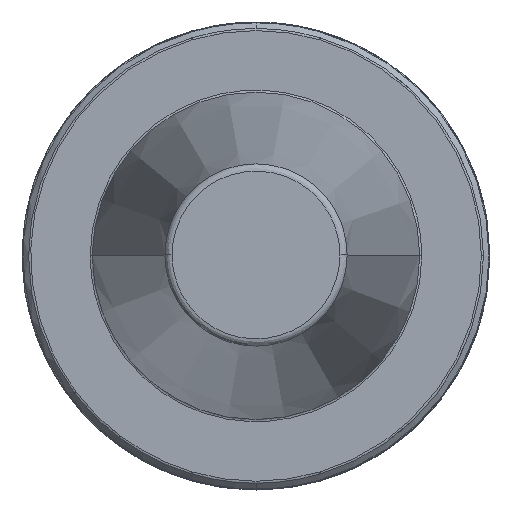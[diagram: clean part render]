
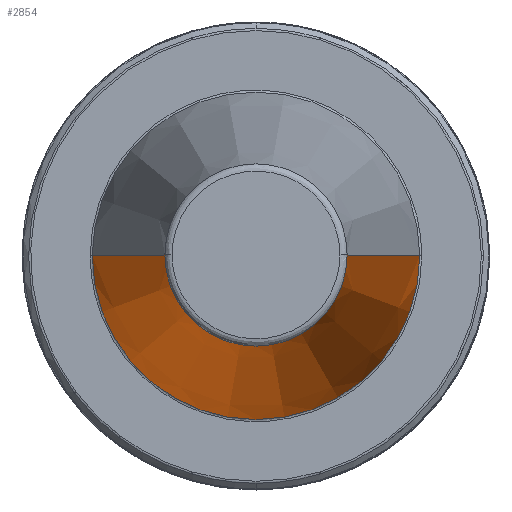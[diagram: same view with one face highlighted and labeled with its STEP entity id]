
A CAD part, top view. The second image highlights one B-rep face of the part: STEP entity #2854.
In plain terms, the highlighted conical face has half-angle 8.297 degrees and reference radius 22.225 mm.
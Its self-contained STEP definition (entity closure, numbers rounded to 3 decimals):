
#50 = DIRECTION ( 'NONE',  ( 0., 0., -1. ) ) ;
#79 = DIRECTION ( 'NONE',  ( 0., 0., -1. ) ) ;
#240 = CARTESIAN_POINT ( 'NONE',  ( -22.225, 0., 0. ) ) ;
#382 = VERTEX_POINT ( 'NONE', #2345 ) ;
#400 = LINE ( 'NONE', #1787, #1390 ) ;
#471 = LINE ( 'NONE', #240, #1735 ) ;
#520 = VERTEX_POINT ( 'NONE', #2939 ) ;
#649 = DIRECTION ( 'NONE',  ( 0., 0., 1. ) ) ;
#773 = DIRECTION ( 'NONE',  ( 0.144, 0., -0.99 ) ) ;
#865 = EDGE_CURVE ( 'NONE', #382, #2272, #1887, .T. ) ;
#1071 = VERTEX_POINT ( 'NONE', #1431 ) ;
#1143 = EDGE_CURVE ( 'NONE', #1071, #520, #2078, .T. ) ;
#1166 = CONICAL_SURFACE ( 'NONE', #1963, 22.225, 0.145 ) ;
#1184 = FACE_OUTER_BOUND ( 'NONE', #2254, .T. ) ;
#1277 = CARTESIAN_POINT ( 'NONE',  ( 0., 0., 0. ) ) ;
#1284 = AXIS2_PLACEMENT_3D ( 'NONE', #2173, #649, #2432 ) ;
#1327 = EDGE_CURVE ( 'NONE', #1071, #2272, #400, .T. ) ;
#1390 = VECTOR ( 'NONE', #773, 1000. ) ;
#1431 = CARTESIAN_POINT ( 'NONE',  ( 12.375, 0., 67.544 ) ) ;
#1555 = CARTESIAN_POINT ( 'NONE',  ( 0., 0., 67.544 ) ) ;
#1562 = AXIS2_PLACEMENT_3D ( 'NONE', #1555, #50, #1824 ) ;
#1566 = ORIENTED_EDGE ( 'NONE', *, *, #1143, .T. ) ;
#1574 = ORIENTED_EDGE ( 'NONE', *, *, #865, .T. ) ;
#1716 = EDGE_CURVE ( 'NONE', #520, #382, #471, .T. ) ;
#1735 = VECTOR ( 'NONE', #1969, 1000. ) ;
#1787 = CARTESIAN_POINT ( 'NONE',  ( 22.225, 0., 0. ) ) ;
#1824 = DIRECTION ( 'NONE',  ( -1., 0., 0. ) ) ;
#1887 = CIRCLE ( 'NONE', #1284, 22.225 ) ;
#1963 = AXIS2_PLACEMENT_3D ( 'NONE', #1277, #79, #3111 ) ;
#1969 = DIRECTION ( 'NONE',  ( -0.144, 0., -0.99 ) ) ;
#2078 = CIRCLE ( 'NONE', #1562, 12.375 ) ;
#2173 = CARTESIAN_POINT ( 'NONE',  ( 0., 0., 0. ) ) ;
#2254 = EDGE_LOOP ( 'NONE', ( #2549, #1566, #2946, #1574 ) ) ;
#2272 = VERTEX_POINT ( 'NONE', #3161 ) ;
#2345 = CARTESIAN_POINT ( 'NONE',  ( -22.225, 0., 0. ) ) ;
#2432 = DIRECTION ( 'NONE',  ( -1., 0., 0. ) ) ;
#2549 = ORIENTED_EDGE ( 'NONE', *, *, #1327, .F. ) ;
#2854 = ADVANCED_FACE ( 'NONE', ( #1184 ), #1166, .T. ) ;
#2939 = CARTESIAN_POINT ( 'NONE',  ( -12.375, 0., 67.544 ) ) ;
#2946 = ORIENTED_EDGE ( 'NONE', *, *, #1716, .T. ) ;
#3111 = DIRECTION ( 'NONE',  ( -1., 0., 0. ) ) ;
#3161 = CARTESIAN_POINT ( 'NONE',  ( 22.225, 0., 0. ) ) ;
